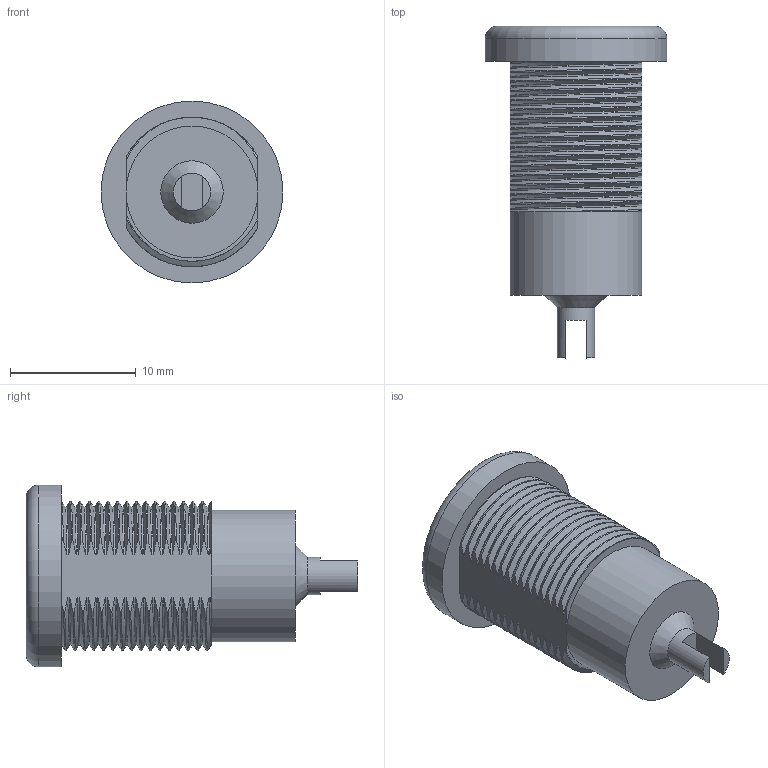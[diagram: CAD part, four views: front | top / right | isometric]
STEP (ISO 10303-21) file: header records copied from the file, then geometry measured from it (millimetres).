
FILE_DESCRIPTION(/* description */ (''),/* implementation_level */ '2;1');
FILE_NAME(/* name */ 'pomona_5931.step',/* time_stamp */ '2020-09-02T03:14:08+02:00',/* author */ (''),/* organization */ (''),/* preprocessor_version */ 'ST-DEVELOPER v18.1',/* originating_system */ 'Autodesk Translation Framework v9.3.0.1241',/* authorisation */ '');
FILE_SCHEMA (('AUTOMOTIVE_DESIGN { 1 0 10303 214 3 1 1 }'));
Length unit declared in the file: millimetre
Products named in the file (1): pomona_5931
Bounding box: 14.48 x 26.42 x 14.48 mm (x, y, z)
Volume: 1412.8 mm3; surface area: 2471.4 mm2
Topology: 1 solids, 1 shells, 160 faces, 455 edges, 302 vertices
Faces by surface type: cylinder 72, bspline 68, plane 15, torus 4, cone 1
Full cylindrical faces by diameter (mm): 2.97 x1, 4.22 x1, 6.4 x1, 9 x1, 10.5 x1, 14.48 x1
Entity records: 8859 total; most frequent: CARTESIAN_POINT 5350, ORIENTED_EDGE 910, EDGE_CURVE 455, DIRECTION 403, VERTEX_POINT 302, B_SPLINE_CURVE_WITH_KNOTS 272, EDGE_LOOP 165, FACE_OUTER_BOUND 160
